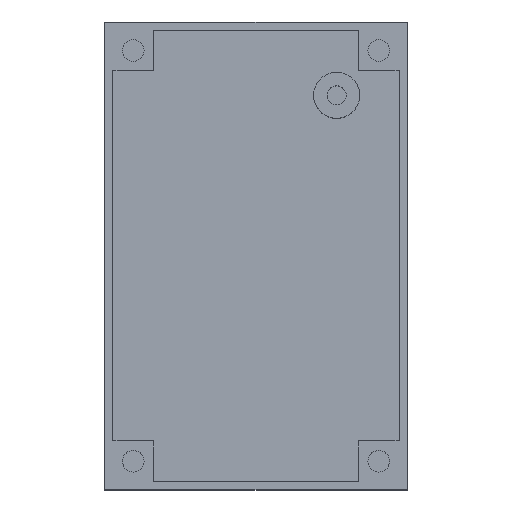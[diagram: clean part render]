
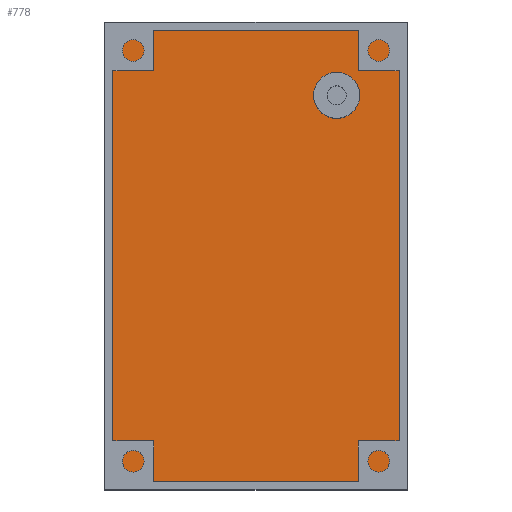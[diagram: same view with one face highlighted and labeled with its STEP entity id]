
A CAD part, top view. The second image highlights one B-rep face of the part: STEP entity #778.
In plain terms, the highlighted planar face has unit normal (0, 0, 1).
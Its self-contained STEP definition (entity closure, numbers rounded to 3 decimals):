
#23=FACE_BOUND('',#144,.T.);
#55=PLANE('',#850);
#95=FACE_OUTER_BOUND('',#143,.T.);
#143=EDGE_LOOP('',(#682,#683,#684,#685));
#144=EDGE_LOOP('',(#686));
#171=LINE('',#1093,#258);
#186=LINE('',#1133,#273);
#203=LINE('',#1170,#290);
#217=LINE('',#1201,#304);
#258=VECTOR('',#885,10.);
#273=VECTOR('',#920,10.);
#290=VECTOR('',#951,10.);
#304=VECTOR('',#979,10.);
#351=CIRCLE('',#848,3.4);
#361=VERTEX_POINT('',#1090);
#362=VERTEX_POINT('',#1092);
#377=VERTEX_POINT('',#1132);
#390=VERTEX_POINT('',#1168);
#413=VERTEX_POINT('',#1247);
#435=EDGE_CURVE('',#362,#361,#171,.T.);
#455=EDGE_CURVE('',#377,#362,#186,.T.);
#474=EDGE_CURVE('',#361,#390,#203,.T.);
#490=EDGE_CURVE('',#390,#377,#217,.T.);
#514=EDGE_CURVE('',#413,#413,#351,.T.);
#682=ORIENTED_EDGE('',*,*,#435,.T.);
#683=ORIENTED_EDGE('',*,*,#474,.T.);
#684=ORIENTED_EDGE('',*,*,#490,.T.);
#685=ORIENTED_EDGE('',*,*,#455,.T.);
#686=ORIENTED_EDGE('',*,*,#514,.T.);
#778=ADVANCED_FACE('',(#95,#23),#55,.T.);
#848=AXIS2_PLACEMENT_3D('',#1249,#1031,#1032);
#850=AXIS2_PLACEMENT_3D('',#1251,#1035,#1036);
#885=DIRECTION('',(0.,1.,0.));
#920=DIRECTION('',(1.,0.,0.));
#951=DIRECTION('',(-1.,0.,0.));
#979=DIRECTION('',(0.,-1.,0.));
#1031=DIRECTION('center_axis',(0.,0.,-1.));
#1032=DIRECTION('ref_axis',(1.,0.,0.));
#1035=DIRECTION('center_axis',(0.,0.,1.));
#1036=DIRECTION('ref_axis',(1.,0.,0.));
#1090=CARTESIAN_POINT('',(21.1,33.292,-8.));
#1092=CARTESIAN_POINT('',(21.1,-33.292,-8.));
#1093=CARTESIAN_POINT('',(21.1,16.646,-8.));
#1132=CARTESIAN_POINT('',(-21.1,-33.292,-8.));
#1133=CARTESIAN_POINT('',(10.55,-33.292,-8.));
#1168=CARTESIAN_POINT('',(-21.1,33.292,-8.));
#1170=CARTESIAN_POINT('',(-10.55,33.292,-8.));
#1201=CARTESIAN_POINT('',(-21.1,-16.646,-8.));
#1247=CARTESIAN_POINT('',(8.5,23.7,-8.));
#1249=CARTESIAN_POINT('Origin',(11.9,23.7,-8.));
#1251=CARTESIAN_POINT('Origin',(0.,0.,-8.));
